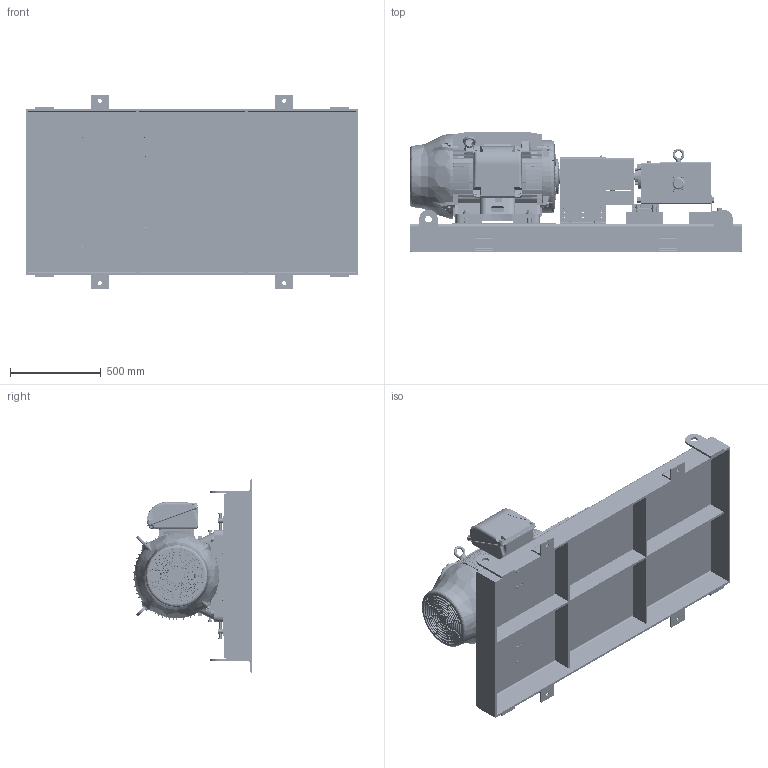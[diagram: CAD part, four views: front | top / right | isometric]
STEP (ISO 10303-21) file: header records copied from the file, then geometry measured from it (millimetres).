
FILE_DESCRIPTION (( 'STEP AP214' ), '1' );
FILE_NAME ('GPV-1430-038-U.STEP', '2019-09-25T21:04:28', ( '' ), ( '' ), 'SwSTEP 2.0', 'SolidWorks 2018', '' );
FILE_SCHEMA (( 'AUTOMOTIVE_DESIGN' ));
Length unit declared in the file: inch
Products named in the file (1): GPV-1430-038-U
Bounding box: 1828.8 x 655.75 x 1066.8 mm (x, y, z)
Volume: 202188113.9 mm3; surface area: 13563684.9 mm2
Topology: 140 solids, 163 shells, 9031 faces, 22905 edges, 14583 vertices
Faces by surface type: plane 4102, cylinder 1973, cone 1791, bspline 1103, torus 52, sphere 10
Entity records: 491347 total; most frequent: CARTESIAN_POINT 164158, ORIENTED_EDGE 45706, DIRECTION 39177, EDGE_CURVE 22853, VERTEX_POINT 14583, AXIS2_PLACEMENT_3D 13835, LINE 11507, VECTOR 11507
